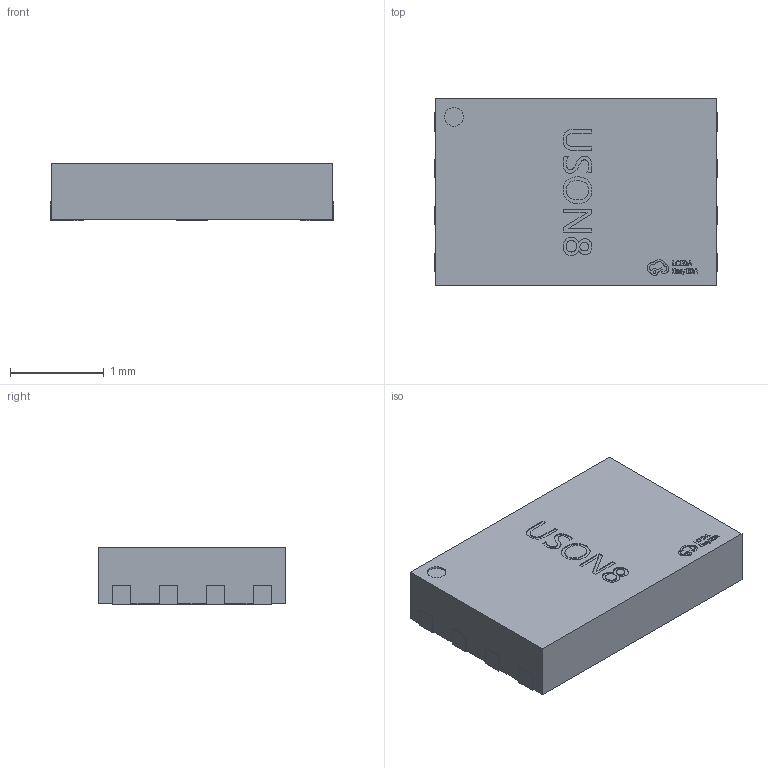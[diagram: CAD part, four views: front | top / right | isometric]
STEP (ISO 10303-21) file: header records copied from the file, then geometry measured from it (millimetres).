
FILE_DESCRIPTION (( 'STEP AP214' ), '1' );
FILE_NAME ('USON-8_L3.0-W2.0-H0.6-P0.50.step', '2022-07-26T09:29:33', ( '' ), ( '' ), 'SwSTEP 2.0', 'SolidWorks 2020', '' );
FILE_SCHEMA (( 'AUTOMOTIVE_DESIGN' ));
Length unit declared in the file: millimetre
Products named in the file (1): USON-8_L3.0-W2.0-H0.6-P0.50
Bounding box: 3.02 x 2 x 0.61 mm (x, y, z)
Volume: 3.6 mm3; surface area: 18.4 mm2
Topology: 14 solids, 14 shells, 428 faces, 1149 edges, 766 vertices
Faces by surface type: plane 258, bspline 156, cylinder 14
Entity records: 21195 total; most frequent: CARTESIAN_POINT 7284, ORIENTED_EDGE 2298, DIRECTION 1407, EDGE_CURVE 1149, VECTOR 805, LINE 805, VERTEX_POINT 766, EDGE_LOOP 457
